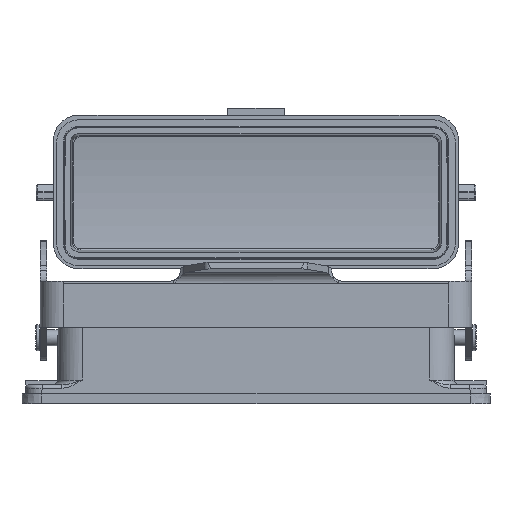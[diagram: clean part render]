
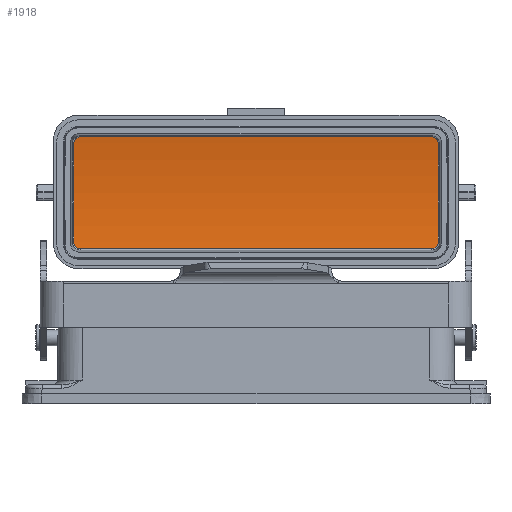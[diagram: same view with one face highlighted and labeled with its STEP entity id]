
A CAD part, left-side view. The second image highlights one B-rep face of the part: STEP entity #1918.
In plain terms, the highlighted cylindrical face has radius 117.991 mm (diameter 235.983 mm), a partial arc.
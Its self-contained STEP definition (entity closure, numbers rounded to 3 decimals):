
#527=B_SPLINE_CURVE_WITH_KNOTS('',3,(#25358,#25359,#25360,#25361,#25362,
#25363,#25364,#25365,#25366,#25367,#25368,#25369,#25370,#25371,#25372,#25373,
#25374,#25375,#25376,#25377,#25378,#25379),.UNSPECIFIED.,.F.,.F.,(4,2,2,
2,2,2,2,2,2,2,4),(0.,0.062,0.125,0.25,
0.5,0.562,0.625,0.75,
0.812,0.875,1.),.UNSPECIFIED.);
#532=B_SPLINE_CURVE_WITH_KNOTS('',3,(#25469,#25470,#25471,#25472,#25473,
#25474,#25475,#25476,#25477,#25478),.UNSPECIFIED.,.F.,.F.,(4,2,2,2,4),(0.,
0.125,0.25,0.5,1.),.UNSPECIFIED.);
#538=B_SPLINE_CURVE_WITH_KNOTS('',3,(#25602,#25603,#25604,#25605,#25606,
#25607,#25608,#25609,#25610,#25611,#25612,#25613,#25614,#25615,#25616,#25617,
#25618,#25619,#25620,#25621,#25622,#25623),.UNSPECIFIED.,.F.,.F.,(4,2,2,
2,2,2,2,2,2,2,4),(0.,0.062,0.125,0.25,
0.5,0.562,0.625,0.75,
0.812,0.875,1.),.UNSPECIFIED.);
#539=B_SPLINE_CURVE_WITH_KNOTS('',3,(#25629,#25630,#25631,#25632,#25633,
#25634,#25635,#25636,#25637,#25638),.UNSPECIFIED.,.F.,.F.,(4,2,2,2,4),(0.,
0.125,0.25,0.5,1.),.UNSPECIFIED.);
#1317=CYLINDRICAL_SURFACE('',#18629,117.991);
#1918=ADVANCED_FACE('',(#3364),#1317,.F.);
#3364=FACE_OUTER_BOUND('',#4283,.T.);
#4283=EDGE_LOOP('',(#8517,#8518,#8519,#8520,#8521,#8522,#8523,#8524,#8525,
#8526));
#5422=LINE('',#25593,#6800);
#5424=LINE('',#25640,#6802);
#6800=VECTOR('',#20255,1.);
#6802=VECTOR('',#20265,1.);
#8517=ORIENTED_EDGE('',*,*,#15610,.T.);
#8518=ORIENTED_EDGE('',*,*,#15613,.F.);
#8519=ORIENTED_EDGE('',*,*,#15614,.T.);
#8520=ORIENTED_EDGE('',*,*,#15615,.T.);
#8521=ORIENTED_EDGE('',*,*,#15616,.F.);
#8522=ORIENTED_EDGE('',*,*,#15617,.T.);
#8523=ORIENTED_EDGE('',*,*,#15584,.F.);
#8524=ORIENTED_EDGE('',*,*,#15582,.T.);
#8525=ORIENTED_EDGE('',*,*,#15581,.T.);
#8526=ORIENTED_EDGE('',*,*,#15590,.F.);
#13723=VERTEX_POINT('',#25348);
#13724=VERTEX_POINT('',#25350);
#13725=VERTEX_POINT('',#25352);
#13726=VERTEX_POINT('',#25380);
#13729=VERTEX_POINT('',#25468);
#13743=VERTEX_POINT('',#25592);
#13745=VERTEX_POINT('',#25624);
#13746=VERTEX_POINT('',#25626);
#13747=VERTEX_POINT('',#25628);
#13748=VERTEX_POINT('',#25639);
#15581=EDGE_CURVE('',#13724,#13723,#18155,.T.);
#15582=EDGE_CURVE('',#13725,#13724,#18156,.T.);
#15584=EDGE_CURVE('',#13725,#13726,#527,.T.);
#15590=EDGE_CURVE('',#13729,#13723,#532,.T.);
#15610=EDGE_CURVE('',#13729,#13743,#5422,.T.);
#15613=EDGE_CURVE('',#13745,#13743,#538,.T.);
#15614=EDGE_CURVE('',#13745,#13746,#18157,.T.);
#15615=EDGE_CURVE('',#13746,#13747,#18158,.T.);
#15616=EDGE_CURVE('',#13748,#13747,#539,.T.);
#15617=EDGE_CURVE('',#13748,#13726,#5424,.T.);
#18155=CIRCLE('',#18615,117.991);
#18156=CIRCLE('',#18616,117.991);
#18157=CIRCLE('',#18627,117.991);
#18158=CIRCLE('',#18628,117.991);
#18615=AXIS2_PLACEMENT_3D('',#25349,#20220,#20221);
#18616=AXIS2_PLACEMENT_3D('',#25351,#20222,#20223);
#18627=AXIS2_PLACEMENT_3D('',#25625,#20261,#20262);
#18628=AXIS2_PLACEMENT_3D('',#25627,#20263,#20264);
#18629=AXIS2_PLACEMENT_3D('',#25641,#20266,#20267);
#20220=DIRECTION('',(0.,1.,0.));
#20221=DIRECTION('',(1.,0.,0.));
#20222=DIRECTION('',(0.,1.,0.));
#20223=DIRECTION('',(0.992,0.,0.127));
#20255=DIRECTION('',(0.,-1.,0.));
#20261=DIRECTION('',(0.,-1.,0.));
#20262=DIRECTION('',(0.992,0.,-0.127));
#20263=DIRECTION('',(0.,-1.,0.));
#20264=DIRECTION('',(1.,0.,0.));
#20265=DIRECTION('',(0.,1.,0.));
#20266=DIRECTION('',(0.,1.,0.));
#20267=DIRECTION('',(1.,0.,0.));
#25348=CARTESIAN_POINT('',(44.85,55.33,47.557));
#25349=CARTESIAN_POINT('',(-72.185,55.33,62.546));
#25350=CARTESIAN_POINT('',(45.806,55.33,62.546));
#25351=CARTESIAN_POINT('',(-72.185,55.33,62.546));
#25352=CARTESIAN_POINT('',(44.853,55.33,77.513));
#25358=CARTESIAN_POINT('',(44.853,55.33,77.513));
#25359=CARTESIAN_POINT('',(44.843,55.329,77.589));
#25360=CARTESIAN_POINT('',(44.834,55.325,77.659));
#25361=CARTESIAN_POINT('',(44.818,55.311,77.785));
#25362=CARTESIAN_POINT('',(44.815,55.308,77.809));
#25363=CARTESIAN_POINT('',(44.782,55.259,78.059));
#25364=CARTESIAN_POINT('',(44.769,55.226,78.155));
#25365=CARTESIAN_POINT('',(44.722,55.086,78.503));
#25366=CARTESIAN_POINT('',(44.692,54.959,78.723));
#25367=CARTESIAN_POINT('',(44.654,54.688,78.997));
#25368=CARTESIAN_POINT('',(44.647,54.634,79.044));
#25369=CARTESIAN_POINT('',(44.636,54.532,79.125));
#25370=CARTESIAN_POINT('',(44.627,54.447,79.183));
#25371=CARTESIAN_POINT('',(44.625,54.421,79.201));
#25372=CARTESIAN_POINT('',(44.603,54.137,79.351));
#25373=CARTESIAN_POINT('',(44.598,54.049,79.387));
#25374=CARTESIAN_POINT('',(44.596,54.003,79.405));
#25375=CARTESIAN_POINT('',(44.59,53.879,79.446));
#25376=CARTESIAN_POINT('',(44.585,53.764,79.477));
#25377=CARTESIAN_POINT('',(44.58,53.575,79.515));
#25378=CARTESIAN_POINT('',(44.578,53.454,79.526));
#25379=CARTESIAN_POINT('',(44.578,53.342,79.525));
#25380=CARTESIAN_POINT('',(44.578,53.342,79.525));
#25468=CARTESIAN_POINT('',(44.575,53.342,45.546));
#25469=CARTESIAN_POINT('',(44.575,53.342,45.546));
#25470=CARTESIAN_POINT('',(44.575,53.544,45.546));
#25471=CARTESIAN_POINT('',(44.579,53.674,45.574));
#25472=CARTESIAN_POINT('',(44.583,53.796,45.6));
#25473=CARTESIAN_POINT('',(44.593,54.026,45.67));
#25474=CARTESIAN_POINT('',(44.61,54.301,45.789));
#25475=CARTESIAN_POINT('',(44.632,54.55,45.937));
#25476=CARTESIAN_POINT('',(44.709,55.104,46.487));
#25477=CARTESIAN_POINT('',(44.783,55.332,47.034));
#25478=CARTESIAN_POINT('',(44.85,55.33,47.557));
#25592=CARTESIAN_POINT('',(44.575,-53.345,45.546));
#25593=CARTESIAN_POINT('',(44.575,53.342,45.546));
#25602=CARTESIAN_POINT('',(44.85,-55.333,47.557));
#25603=CARTESIAN_POINT('',(44.841,-55.332,47.482));
#25604=CARTESIAN_POINT('',(44.832,-55.328,47.412));
#25605=CARTESIAN_POINT('',(44.815,-55.314,47.286));
#25606=CARTESIAN_POINT('',(44.812,-55.311,47.262));
#25607=CARTESIAN_POINT('',(44.779,-55.262,47.012));
#25608=CARTESIAN_POINT('',(44.766,-55.229,46.916));
#25609=CARTESIAN_POINT('',(44.719,-55.089,46.567));
#25610=CARTESIAN_POINT('',(44.689,-54.962,46.348));
#25611=CARTESIAN_POINT('',(44.651,-54.691,46.074));
#25612=CARTESIAN_POINT('',(44.644,-54.637,46.027));
#25613=CARTESIAN_POINT('',(44.633,-54.535,45.945));
#25614=CARTESIAN_POINT('',(44.624,-54.45,45.887));
#25615=CARTESIAN_POINT('',(44.622,-54.424,45.87));
#25616=CARTESIAN_POINT('',(44.6,-54.14,45.72));
#25617=CARTESIAN_POINT('',(44.595,-54.052,45.684));
#25618=CARTESIAN_POINT('',(44.593,-54.006,45.666));
#25619=CARTESIAN_POINT('',(44.587,-53.882,45.624));
#25620=CARTESIAN_POINT('',(44.582,-53.767,45.594));
#25621=CARTESIAN_POINT('',(44.577,-53.578,45.555));
#25622=CARTESIAN_POINT('',(44.575,-53.457,45.545));
#25623=CARTESIAN_POINT('',(44.575,-53.345,45.546));
#25624=CARTESIAN_POINT('',(44.85,-55.333,47.557));
#25625=CARTESIAN_POINT('',(-72.185,-55.333,62.546));
#25626=CARTESIAN_POINT('',(45.806,-55.333,62.546));
#25627=CARTESIAN_POINT('',(-72.185,-55.333,62.546));
#25628=CARTESIAN_POINT('',(44.853,-55.333,77.513));
#25629=CARTESIAN_POINT('',(44.578,-53.345,79.525));
#25630=CARTESIAN_POINT('',(44.578,-53.547,79.525));
#25631=CARTESIAN_POINT('',(44.582,-53.678,79.496));
#25632=CARTESIAN_POINT('',(44.586,-53.799,79.47));
#25633=CARTESIAN_POINT('',(44.596,-54.029,79.4));
#25634=CARTESIAN_POINT('',(44.613,-54.304,79.282));
#25635=CARTESIAN_POINT('',(44.635,-54.553,79.133));
#25636=CARTESIAN_POINT('',(44.712,-55.107,78.583));
#25637=CARTESIAN_POINT('',(44.786,-55.335,78.037));
#25638=CARTESIAN_POINT('',(44.853,-55.333,77.513));
#25639=CARTESIAN_POINT('',(44.578,-53.345,79.525));
#25640=CARTESIAN_POINT('',(44.578,-26.345,79.525));
#25641=CARTESIAN_POINT('',(-72.185,-0.5,62.546));
